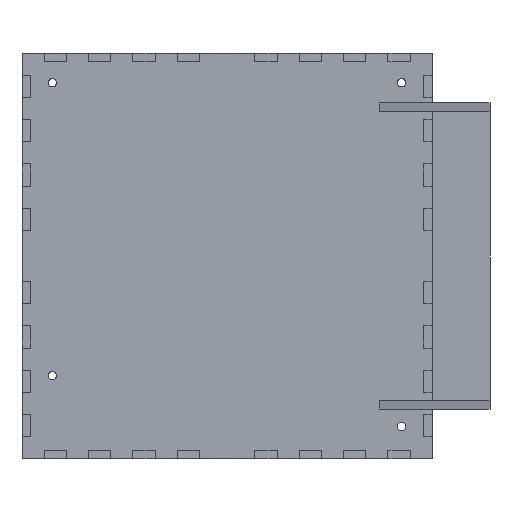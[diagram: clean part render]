
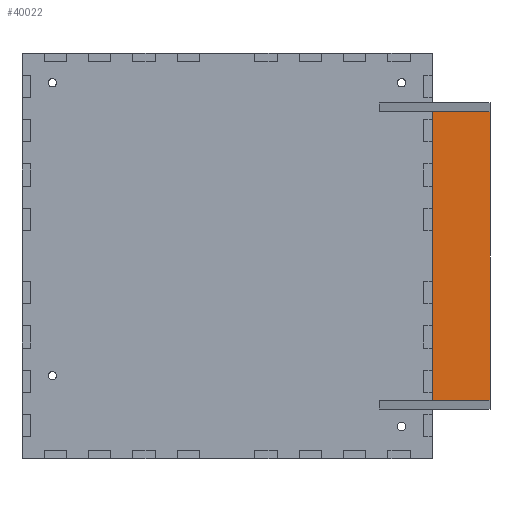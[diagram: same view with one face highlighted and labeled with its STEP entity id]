
A CAD part, left-side view. The second image highlights one B-rep face of the part: STEP entity #40022.
In plain terms, the highlighted planar face has unit normal (-1, 0, 0).
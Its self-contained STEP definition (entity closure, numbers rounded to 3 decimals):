
#991 = VERTEX_POINT ( 'NONE', #45935 ) ;
#1214 = VERTEX_POINT ( 'NONE', #47155 ) ;
#1448 = VECTOR ( 'NONE', #28827, 1000. ) ;
#1617 = CARTESIAN_POINT ( 'NONE',  ( -2., 20., -138. ) ) ;
#2009 = EDGE_CURVE ( 'NONE', #34186, #10354, #33482, .T. ) ;
#2477 = ORIENTED_EDGE ( 'NONE', *, *, #41684, .F. ) ;
#2500 = EDGE_CURVE ( 'NONE', #9031, #16157, #32945, .T. ) ;
#2611 = PLANE ( 'NONE',  #3884 ) ;
#2907 = DIRECTION ( 'NONE',  ( 0., 0., -1. ) ) ;
#3153 = LINE ( 'NONE', #48127, #44329 ) ;
#3868 = EDGE_CURVE ( 'NONE', #5631, #36099, #39291, .T. ) ;
#3884 = AXIS2_PLACEMENT_3D ( 'NONE', #37233, #47589, #22229 ) ;
#5086 = CARTESIAN_POINT ( 'NONE',  ( -2., 0., 0. ) ) ;
#5616 = DIRECTION ( 'NONE',  ( 0., 0., 1. ) ) ;
#5631 = VERTEX_POINT ( 'NONE', #29125 ) ;
#5964 = EDGE_CURVE ( 'NONE', #12914, #991, #44555, .T. ) ;
#6036 = CARTESIAN_POINT ( 'NONE',  ( -2., 20., -138. ) ) ;
#6093 = CARTESIAN_POINT ( 'NONE',  ( -2., 6., -138. ) ) ;
#6252 = ORIENTED_EDGE ( 'NONE', *, *, #9211, .F. ) ;
#6343 = CARTESIAN_POINT ( 'NONE',  ( -2., 20., 0. ) ) ;
#7177 = VECTOR ( 'NONE', #10555, 1000. ) ;
#7493 = DIRECTION ( 'NONE',  ( 0., -1., 0. ) ) ;
#8180 = DIRECTION ( 'NONE',  ( 0., 1., 0. ) ) ;
#8240 = LINE ( 'NONE', #1617, #18783 ) ;
#8739 = DIRECTION ( 'NONE',  ( 0., 1., 0. ) ) ;
#9031 = VERTEX_POINT ( 'NONE', #11978 ) ;
#9211 = EDGE_CURVE ( 'NONE', #1214, #43120, #40002, .T. ) ;
#9261 = ORIENTED_EDGE ( 'NONE', *, *, #2500, .F. ) ;
#9412 = ORIENTED_EDGE ( 'NONE', *, *, #23827, .F. ) ;
#9465 = CARTESIAN_POINT ( 'NONE',  ( -2., 6., 0. ) ) ;
#10354 = VERTEX_POINT ( 'NONE', #31494 ) ;
#10555 = DIRECTION ( 'NONE',  ( 0., 0., 1. ) ) ;
#10755 = CARTESIAN_POINT ( 'NONE',  ( -2., 26., -138. ) ) ;
#10863 = CARTESIAN_POINT ( 'NONE',  ( -2., 0., 0. ) ) ;
#11119 = CARTESIAN_POINT ( 'NONE',  ( -2., 6., -134. ) ) ;
#11978 = CARTESIAN_POINT ( 'NONE',  ( -2., 6., -4. ) ) ;
#12914 = VERTEX_POINT ( 'NONE', #5086 ) ;
#13296 = VECTOR ( 'NONE', #8180, 1000. ) ;
#15108 = LINE ( 'NONE', #19539, #24669 ) ;
#15412 = EDGE_LOOP ( 'NONE', ( #38345, #9412, #16268, #43294, #6252, #2477, #45039, #42179, #40987, #33277, #9261, #22556 ) ) ;
#16157 = VERTEX_POINT ( 'NONE', #9465 ) ;
#16268 = ORIENTED_EDGE ( 'NONE', *, *, #2009, .F. ) ;
#16905 = DIRECTION ( 'NONE',  ( 0., 0., -1. ) ) ;
#17966 = VERTEX_POINT ( 'NONE', #23386 ) ;
#18132 = VECTOR ( 'NONE', #31372, 1000. ) ;
#18783 = VECTOR ( 'NONE', #8739, 1000. ) ;
#19539 = CARTESIAN_POINT ( 'NONE',  ( -2., 6., 0. ) ) ;
#20068 = CARTESIAN_POINT ( 'NONE',  ( -2., 6., -138. ) ) ;
#20593 = CARTESIAN_POINT ( 'NONE',  ( -2., 20., -138. ) ) ;
#21169 = DIRECTION ( 'NONE',  ( 0., -1., 0. ) ) ;
#21349 = EDGE_CURVE ( 'NONE', #43120, #34186, #8240, .T. ) ;
#22028 = EDGE_CURVE ( 'NONE', #16157, #12914, #15108, .T. ) ;
#22164 = DIRECTION ( 'NONE',  ( 0., 0., 1. ) ) ;
#22229 = DIRECTION ( 'NONE',  ( 0., -1., 0. ) ) ;
#22381 = CARTESIAN_POINT ( 'NONE',  ( -2., 20., -4. ) ) ;
#22556 = ORIENTED_EDGE ( 'NONE', *, *, #22710, .F. ) ;
#22710 = EDGE_CURVE ( 'NONE', #25043, #9031, #3153, .T. ) ;
#23386 = CARTESIAN_POINT ( 'NONE',  ( -2., 20., 0. ) ) ;
#23827 = EDGE_CURVE ( 'NONE', #10354, #17966, #28529, .T. ) ;
#24669 = VECTOR ( 'NONE', #7493, 1000. ) ;
#24780 = VECTOR ( 'NONE', #21169, 1000. ) ;
#25043 = VERTEX_POINT ( 'NONE', #22381 ) ;
#25815 = CARTESIAN_POINT ( 'NONE',  ( -2., 20., 0. ) ) ;
#26124 = LINE ( 'NONE', #41870, #13296 ) ;
#28529 = LINE ( 'NONE', #25815, #24780 ) ;
#28739 = VECTOR ( 'NONE', #5616, 1000. ) ;
#28827 = DIRECTION ( 'NONE',  ( 0., 0., -1. ) ) ;
#29125 = CARTESIAN_POINT ( 'NONE',  ( -2., 6., -138. ) ) ;
#30275 = CARTESIAN_POINT ( 'NONE',  ( -2., 26., 0. ) ) ;
#30681 = VECTOR ( 'NONE', #22164, 1000. ) ;
#31372 = DIRECTION ( 'NONE',  ( 0., 1., 0. ) ) ;
#31494 = CARTESIAN_POINT ( 'NONE',  ( -2., 26., 0. ) ) ;
#31683 = EDGE_CURVE ( 'NONE', #991, #5631, #34325, .T. ) ;
#32307 = VECTOR ( 'NONE', #16905, 1000. ) ;
#32945 = LINE ( 'NONE', #44971, #7177 ) ;
#33277 = ORIENTED_EDGE ( 'NONE', *, *, #22028, .F. ) ;
#33482 = LINE ( 'NONE', #30275, #30681 ) ;
#33614 = DIRECTION ( 'NONE',  ( 0., -1., 0. ) ) ;
#34186 = VERTEX_POINT ( 'NONE', #10755 ) ;
#34325 = LINE ( 'NONE', #20068, #18132 ) ;
#36099 = VERTEX_POINT ( 'NONE', #11119 ) ;
#37000 = FACE_OUTER_BOUND ( 'NONE', #15412, .T. ) ;
#37233 = CARTESIAN_POINT ( 'NONE',  ( -2., 0., 0. ) ) ;
#38345 = ORIENTED_EDGE ( 'NONE', *, *, #43958, .F. ) ;
#39291 = LINE ( 'NONE', #6093, #28739 ) ;
#40002 = LINE ( 'NONE', #20593, #32307 ) ;
#40022 = ADVANCED_FACE ( 'NONE', ( #37000 ), #2611, .T. ) ;
#40987 = ORIENTED_EDGE ( 'NONE', *, *, #5964, .F. ) ;
#41684 = EDGE_CURVE ( 'NONE', #36099, #1214, #26124, .T. ) ;
#41870 = CARTESIAN_POINT ( 'NONE',  ( -2., 20., -134. ) ) ;
#42179 = ORIENTED_EDGE ( 'NONE', *, *, #31683, .F. ) ;
#43120 = VERTEX_POINT ( 'NONE', #6036 ) ;
#43294 = ORIENTED_EDGE ( 'NONE', *, *, #21349, .F. ) ;
#43958 = EDGE_CURVE ( 'NONE', #17966, #25043, #47884, .T. ) ;
#44329 = VECTOR ( 'NONE', #33614, 1000. ) ;
#44555 = LINE ( 'NONE', #10863, #1448 ) ;
#44971 = CARTESIAN_POINT ( 'NONE',  ( -2., 6., 0. ) ) ;
#45039 = ORIENTED_EDGE ( 'NONE', *, *, #3868, .F. ) ;
#45935 = CARTESIAN_POINT ( 'NONE',  ( -2., 0., -138. ) ) ;
#47155 = CARTESIAN_POINT ( 'NONE',  ( -2., 20., -134. ) ) ;
#47239 = VECTOR ( 'NONE', #2907, 1000. ) ;
#47589 = DIRECTION ( 'NONE',  ( -1., 0., 0. ) ) ;
#47884 = LINE ( 'NONE', #6343, #47239 ) ;
#48127 = CARTESIAN_POINT ( 'NONE',  ( -2., 20., -4. ) ) ;
